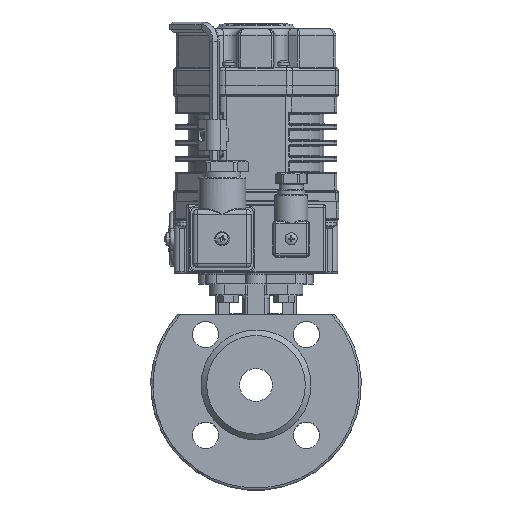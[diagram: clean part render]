
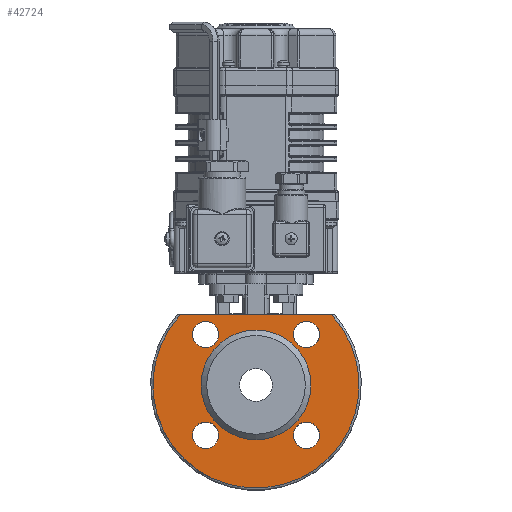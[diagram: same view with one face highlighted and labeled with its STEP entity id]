
A CAD part, top view. The second image highlights one B-rep face of the part: STEP entity #42724.
In plain terms, the highlighted planar face has unit normal (0, 0, 1).
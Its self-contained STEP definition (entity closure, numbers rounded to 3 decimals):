
#1432=PLANE('',#45135);
#2157=LINE('',#61290,#4432);
#4432=VECTOR('',#49786,1000.);
#6718=ORIENTED_EDGE('',*,*,#17186,.T.);
#6719=ORIENTED_EDGE('',*,*,#17187,.T.);
#6720=ORIENTED_EDGE('',*,*,#17188,.T.);
#6721=ORIENTED_EDGE('',*,*,#17189,.T.);
#6722=ORIENTED_EDGE('',*,*,#17190,.T.);
#6723=ORIENTED_EDGE('',*,*,#17191,.F.);
#6724=ORIENTED_EDGE('',*,*,#17185,.T.);
#17185=EDGE_CURVE('',#22419,#22419,#25755,.T.);
#17186=EDGE_CURVE('',#22420,#22420,#25756,.T.);
#17187=EDGE_CURVE('',#22421,#22421,#25757,.T.);
#17188=EDGE_CURVE('',#22422,#22422,#25758,.T.);
#17189=EDGE_CURVE('',#22423,#22423,#25759,.T.);
#17190=EDGE_CURVE('',#22424,#22425,#25760,.T.);
#17191=EDGE_CURVE('',#22424,#22425,#2157,.T.);
#22419=VERTEX_POINT('',#61277);
#22420=VERTEX_POINT('',#61280);
#22421=VERTEX_POINT('',#61282);
#22422=VERTEX_POINT('',#61284);
#22423=VERTEX_POINT('',#61286);
#22424=VERTEX_POINT('',#61288);
#22425=VERTEX_POINT('',#61289);
#25755=CIRCLE('',#45134,25.);
#25756=CIRCLE('',#45136,6.);
#25757=CIRCLE('',#45137,6.);
#25758=CIRCLE('',#45138,6.);
#25759=CIRCLE('',#45139,6.);
#25760=CIRCLE('',#45140,47.);
#28218=EDGE_LOOP('',(#6718));
#28219=EDGE_LOOP('',(#6719));
#28220=EDGE_LOOP('',(#6720));
#28221=EDGE_LOOP('',(#6721));
#28222=EDGE_LOOP('',(#6722,#6723));
#28223=EDGE_LOOP('',(#6724));
#30930=FACE_BOUND('',#28218,.T.);
#30931=FACE_BOUND('',#28219,.T.);
#30932=FACE_BOUND('',#28220,.T.);
#30933=FACE_BOUND('',#28221,.T.);
#30934=FACE_BOUND('',#28222,.T.);
#30935=FACE_BOUND('',#28223,.T.);
#42724=ADVANCED_FACE('',(#30930,#30931,#30932,#30933,#30934,#30935),#1432,
 .T.);
#45134=AXIS2_PLACEMENT_3D('',#61276,#49772,#49773);
#45135=AXIS2_PLACEMENT_3D('',#61278,#49774,#49775);
#45136=AXIS2_PLACEMENT_3D('',#61279,#49776,#49777);
#45137=AXIS2_PLACEMENT_3D('',#61281,#49778,#49779);
#45138=AXIS2_PLACEMENT_3D('',#61283,#49780,#49781);
#45139=AXIS2_PLACEMENT_3D('',#61285,#49782,#49783);
#45140=AXIS2_PLACEMENT_3D('',#61287,#49784,#49785);
#49772=DIRECTION('',(0.,0.,-1.));
#49773=DIRECTION('',(0.,-1.,0.));
#49774=DIRECTION('',(0.,0.,1.));
#49775=DIRECTION('',(1.,0.,0.));
#49776=DIRECTION('',(0.,0.,-1.));
#49777=DIRECTION('',(1.,0.,0.));
#49778=DIRECTION('',(0.,0.,-1.));
#49779=DIRECTION('',(1.,0.,0.));
#49780=DIRECTION('',(0.,0.,-1.));
#49781=DIRECTION('',(1.,0.,0.));
#49782=DIRECTION('',(0.,0.,-1.));
#49783=DIRECTION('',(1.,0.,0.));
#49784=DIRECTION('',(0.,0.,1.));
#49785=DIRECTION('',(1.,0.,0.));
#49786=DIRECTION('',(1.,0.,0.));
#61276=CARTESIAN_POINT('',(0.,0.,7.));
#61277=CARTESIAN_POINT('',(0.,-25.,7.));
#61278=CARTESIAN_POINT('',(0.,0.,7.));
#61279=CARTESIAN_POINT('',(-22.981,-22.981,7.));
#61280=CARTESIAN_POINT('',(-16.981,-22.981,7.));
#61281=CARTESIAN_POINT('',(22.981,-22.981,7.));
#61282=CARTESIAN_POINT('',(28.981,-22.981,7.));
#61283=CARTESIAN_POINT('',(22.981,22.981,7.));
#61284=CARTESIAN_POINT('',(28.981,22.981,7.));
#61285=CARTESIAN_POINT('',(-22.981,22.981,7.));
#61286=CARTESIAN_POINT('',(-16.981,22.981,7.));
#61287=CARTESIAN_POINT('',(0.,0.,7.));
#61288=CARTESIAN_POINT('',(-34.424,32.,7.));
#61289=CARTESIAN_POINT('',(34.424,32.,7.));
#61290=CARTESIAN_POINT('',(0.,32.,7.));
